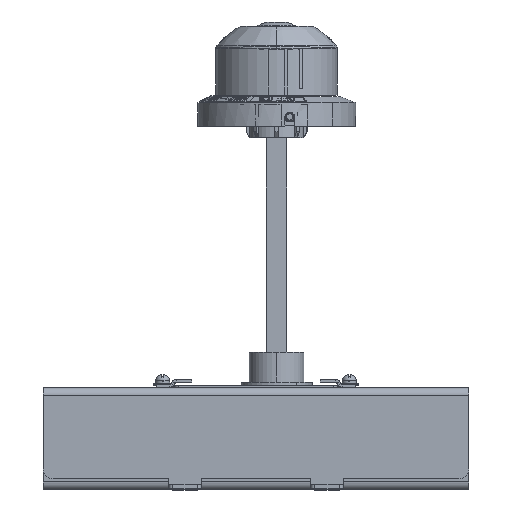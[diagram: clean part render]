
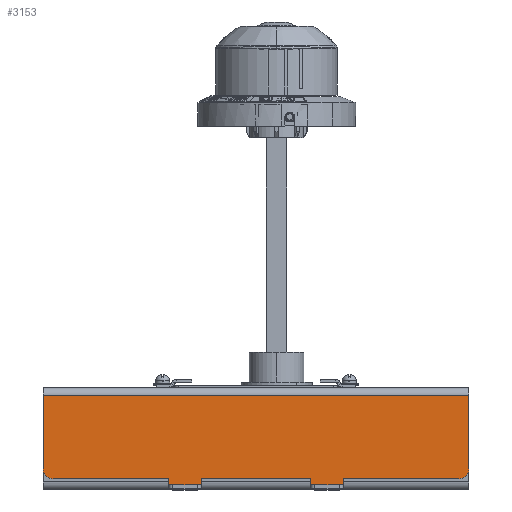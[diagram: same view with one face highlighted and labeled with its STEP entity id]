
A CAD part, top view. The second image highlights one B-rep face of the part: STEP entity #3153.
In plain terms, the highlighted planar face has unit normal (0, 0, 1).
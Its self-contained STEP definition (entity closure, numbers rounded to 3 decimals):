
#770=DIRECTION('',(0.,-1.,0.));
#771=VECTOR('',#770,36.);
#772=CARTESIAN_POINT('',(0.,-2.,138.5));
#773=LINE('',#772,#771);
#774=CARTESIAN_POINT('',(205.,-38.,138.5));
#775=DIRECTION('',(0.,0.,1.));
#776=DIRECTION('',(0.,-1.,0.));
#777=AXIS2_PLACEMENT_3D('',#774,#775,#776);
#779=DIRECTION('',(1.,0.,0.));
#780=VECTOR('',#779,16.);
#781=CARTESIAN_POINT('',(132.,-46.,138.5));
#782=LINE('',#781,#780);
#783=DIRECTION('',(1.,0.,0.));
#784=VECTOR('',#783,16.);
#785=CARTESIAN_POINT('',(62.,-46.,138.5));
#786=LINE('',#785,#784);
#787=CARTESIAN_POINT('',(5.,-38.,138.5));
#788=DIRECTION('',(0.,0.,1.));
#789=DIRECTION('',(-1.,0.,0.));
#790=AXIS2_PLACEMENT_3D('',#787,#788,#789);
#792=DIRECTION('',(1.,0.,0.));
#793=VECTOR('',#792,210.);
#794=CARTESIAN_POINT('',(0.,-2.,138.5));
#795=LINE('',#794,#793);
#800=DIRECTION('',(0.,1.,0.));
#801=VECTOR('',#800,36.);
#802=CARTESIAN_POINT('',(210.,-38.,138.5));
#803=LINE('',#802,#801);
#882=DIRECTION('',(0.,-1.,0.));
#883=VECTOR('',#882,3.);
#884=CARTESIAN_POINT('',(132.,-43.,138.5));
#885=LINE('',#884,#883);
#1198=DIRECTION('',(0.,1.,0.));
#1199=VECTOR('',#1198,3.);
#1200=CARTESIAN_POINT('',(148.,-46.,138.5));
#1201=LINE('',#1200,#1199);
#1219=DIRECTION('',(1.,0.,0.));
#1220=VECTOR('',#1219,57.);
#1221=CARTESIAN_POINT('',(148.,-43.,138.5));
#1222=LINE('',#1221,#1220);
#1520=DIRECTION('',(0.,-1.,0.));
#1521=VECTOR('',#1520,3.);
#1522=CARTESIAN_POINT('',(62.,-43.,138.5));
#1523=LINE('',#1522,#1521);
#1528=DIRECTION('',(0.,1.,0.));
#1529=VECTOR('',#1528,3.);
#1530=CARTESIAN_POINT('',(78.,-46.,138.5));
#1531=LINE('',#1530,#1529);
#1549=DIRECTION('',(-1.,0.,0.));
#1550=VECTOR('',#1549,54.);
#1551=CARTESIAN_POINT('',(132.,-43.,138.5));
#1552=LINE('',#1551,#1550);
#1561=DIRECTION('',(1.,0.,0.));
#1562=VECTOR('',#1561,57.);
#1563=CARTESIAN_POINT('',(5.,-43.,138.5));
#1564=LINE('',#1563,#1562);
#1837=CARTESIAN_POINT('',(0.,-2.,138.5));
#1839=VERTEX_POINT('',#1837);
#1843=CARTESIAN_POINT('',(210.,-2.,138.5));
#1844=VERTEX_POINT('',#1843);
#1853=CARTESIAN_POINT('',(132.,-43.,138.5));
#1854=CARTESIAN_POINT('',(78.,-43.,138.5));
#1855=VERTEX_POINT('',#1853);
#1856=VERTEX_POINT('',#1854);
#1861=CARTESIAN_POINT('',(148.,-43.,138.5));
#1863=VERTEX_POINT('',#1861);
#1865=CARTESIAN_POINT('',(62.,-43.,138.5));
#1867=VERTEX_POINT('',#1865);
#1869=CARTESIAN_POINT('',(205.,-43.,138.5));
#1870=CARTESIAN_POINT('',(210.,-38.,138.5));
#1871=VERTEX_POINT('',#1869);
#1872=VERTEX_POINT('',#1870);
#1877=CARTESIAN_POINT('',(0.,-38.,138.5));
#1878=CARTESIAN_POINT('',(5.,-43.,138.5));
#1879=VERTEX_POINT('',#1877);
#1880=VERTEX_POINT('',#1878);
#1885=CARTESIAN_POINT('',(62.,-46.,138.5));
#1886=CARTESIAN_POINT('',(78.,-46.,138.5));
#1887=VERTEX_POINT('',#1885);
#1888=VERTEX_POINT('',#1886);
#1889=CARTESIAN_POINT('',(132.,-46.,138.5));
#1890=CARTESIAN_POINT('',(148.,-46.,138.5));
#1891=VERTEX_POINT('',#1889);
#1892=VERTEX_POINT('',#1890);
#3121=CARTESIAN_POINT('',(210.,-2.,138.5));
#3122=DIRECTION('',(0.,0.,-1.));
#3123=DIRECTION('',(0.,-1.,0.));
#3124=AXIS2_PLACEMENT_3D('',#3121,#3122,#3123);
#3125=PLANE('',#3124);
#3127=ORIENTED_EDGE('',*,*,#3126,.F.);
#3129=ORIENTED_EDGE('',*,*,#3128,.F.);
#3131=ORIENTED_EDGE('',*,*,#3130,.F.);
#3133=ORIENTED_EDGE('',*,*,#3132,.F.);
#3135=ORIENTED_EDGE('',*,*,#3134,.F.);
#3137=ORIENTED_EDGE('',*,*,#3136,.T.);
#3139=ORIENTED_EDGE('',*,*,#3138,.F.);
#3141=ORIENTED_EDGE('',*,*,#3140,.F.);
#3143=ORIENTED_EDGE('',*,*,#3142,.F.);
#3145=ORIENTED_EDGE('',*,*,#3144,.F.);
#3146=ORIENTED_EDGE('',*,*,#3111,.F.);
#3147=ORIENTED_EDGE('',*,*,#3101,.F.);
#3148=ORIENTED_EDGE('',*,*,#3069,.T.);
#3150=ORIENTED_EDGE('',*,*,#3149,.F.);
#3151=EDGE_LOOP('',(#3127,#3129,#3131,#3133,#3135,#3137,#3139,#3141,#3143,#3145,
#3146,#3147,#3148,#3150));
#3152=FACE_OUTER_BOUND('',#3151,.F.);
#3153=ADVANCED_FACE('',(#3152),#3125,.F.);
#778=CIRCLE('',#777,5.);
#791=CIRCLE('',#790,5.);
#3069=EDGE_CURVE('',#1839,#1844,#795,.T.);
#3101=EDGE_CURVE('',#1839,#1879,#773,.T.);
#3111=EDGE_CURVE('',#1879,#1880,#791,.T.);
#3126=EDGE_CURVE('',#1871,#1872,#778,.T.);
#3128=EDGE_CURVE('',#1863,#1871,#1222,.T.);
#3130=EDGE_CURVE('',#1892,#1863,#1201,.T.);
#3132=EDGE_CURVE('',#1891,#1892,#782,.T.);
#3134=EDGE_CURVE('',#1855,#1891,#885,.T.);
#3136=EDGE_CURVE('',#1855,#1856,#1552,.T.);
#3138=EDGE_CURVE('',#1888,#1856,#1531,.T.);
#3140=EDGE_CURVE('',#1887,#1888,#786,.T.);
#3142=EDGE_CURVE('',#1867,#1887,#1523,.T.);
#3144=EDGE_CURVE('',#1880,#1867,#1564,.T.);
#3149=EDGE_CURVE('',#1872,#1844,#803,.T.);
